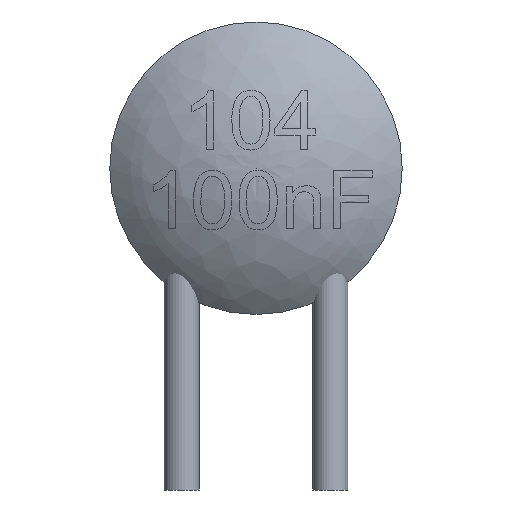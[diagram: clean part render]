
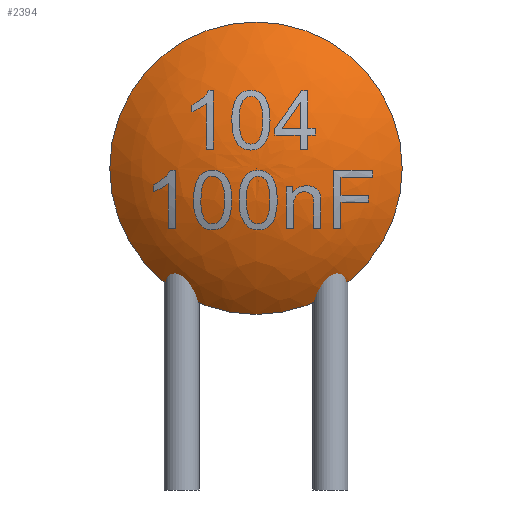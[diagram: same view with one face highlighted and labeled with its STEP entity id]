
A CAD part, front view. The second image highlights one B-rep face of the part: STEP entity #2394.
In plain terms, the highlighted free-form (B-spline) face has degree [2, 2] with [3, 9] control points.
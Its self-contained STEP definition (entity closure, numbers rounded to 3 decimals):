
#707=FACE_OUTER_BOUND('',#852,.T.);
#852=EDGE_LOOP('',(#1641,#1642,#1643,#1644));
#1007=CIRCLE('',#2565,2.5);
#1008=CIRCLE('',#2566,2.5);
#1009=CIRCLE('',#2567,3.572);
#1017=VERTEX_POINT('',#2991);
#1018=VERTEX_POINT('',#2992);
#1019=VERTEX_POINT('',#2995);
#1267=EDGE_CURVE('',#1017,#1018,#1007,.T.);
#1268=EDGE_CURVE('',#1018,#1017,#1008,.T.);
#1269=EDGE_CURVE('',#1018,#1019,#1009,.T.);
#1641=ORIENTED_EDGE('',*,*,#1267,.F.);
#1642=ORIENTED_EDGE('',*,*,#1268,.F.);
#1643=ORIENTED_EDGE('',*,*,#1269,.T.);
#1644=ORIENTED_EDGE('',*,*,#1269,.F.);
#2384=(
BOUNDED_SURFACE()
B_SPLINE_SURFACE(2,2,((#2964,#2965,#2966,#2967,#2968,#2969,#2970,#2971,
#2972),(#2973,#2974,#2975,#2976,#2977,#2978,#2979,#2980,#2981),(#2982,#2983,
#2984,#2985,#2986,#2987,#2988,#2989,#2990)),.UNSPECIFIED.,.F.,.T.,.F.)
B_SPLINE_SURFACE_WITH_KNOTS((3,3),(3,2,2,2,3),(-1.606,-0.844),
(-3.142,-1.571,0.,1.571,3.142),
 .UNSPECIFIED.)
GEOMETRIC_REPRESENTATION_ITEM()
RATIONAL_B_SPLINE_SURFACE(((1.,0.707,1.,0.707,1.,
0.707,1.,0.707,1.),(0.928,0.656,
0.928,0.656,0.928,0.656,
0.928,0.656,0.928),(1.,0.707,
1.,0.707,1.,0.707,1.,0.707,1.)))
REPRESENTATION_ITEM('')
SURFACE()
);
#2394=ADVANCED_FACE('',(#707),#2384,.F.);
#2565=AXIS2_PLACEMENT_3D('',#2993,#2637,#2638);
#2566=AXIS2_PLACEMENT_3D('',#2994,#2639,#2640);
#2567=AXIS2_PLACEMENT_3D('',#2996,#2641,#2642);
#2637=DIRECTION('center_axis',(0.,1.,0.));
#2638=DIRECTION('ref_axis',(1.,0.,0.));
#2639=DIRECTION('center_axis',(0.,1.,0.));
#2640=DIRECTION('ref_axis',(1.,0.,0.));
#2641=DIRECTION('center_axis',(-1.,0.,0.));
#2642=DIRECTION('ref_axis',(0.,0.,-1.));
#2964=CARTESIAN_POINT('Ctrl Pts',(0.,-0.9,2.5));
#2965=CARTESIAN_POINT('Ctrl Pts',(0.,-0.9,2.5));
#2966=CARTESIAN_POINT('Ctrl Pts',(0.,-0.9,2.5));
#2967=CARTESIAN_POINT('Ctrl Pts',(0.,-0.9,2.5));
#2968=CARTESIAN_POINT('Ctrl Pts',(0.,-0.9,2.5));
#2969=CARTESIAN_POINT('Ctrl Pts',(0.,-0.9,2.5));
#2970=CARTESIAN_POINT('Ctrl Pts',(0.,-0.9,2.5));
#2971=CARTESIAN_POINT('Ctrl Pts',(0.,-0.9,2.5));
#2972=CARTESIAN_POINT('Ctrl Pts',(0.,-0.9,2.5));
#2973=CARTESIAN_POINT('Ctrl Pts',(0.,-0.951,1.07));
#2974=CARTESIAN_POINT('Ctrl Pts',(-1.43,-0.951,
1.07));
#2975=CARTESIAN_POINT('Ctrl Pts',(-1.43,-0.951,
2.5));
#2976=CARTESIAN_POINT('Ctrl Pts',(-1.43,-0.951,
3.93));
#2977=CARTESIAN_POINT('Ctrl Pts',(0.,-0.951,3.93));
#2978=CARTESIAN_POINT('Ctrl Pts',(1.43,-0.951,3.93));
#2979=CARTESIAN_POINT('Ctrl Pts',(1.43,-0.951,2.5));
#2980=CARTESIAN_POINT('Ctrl Pts',(1.43,-0.951,1.07));
#2981=CARTESIAN_POINT('Ctrl Pts',(0.,-0.951,1.07));
#2982=CARTESIAN_POINT('Ctrl Pts',(0.,0.,0.));
#2983=CARTESIAN_POINT('Ctrl Pts',(-2.5,0.,
0.));
#2984=CARTESIAN_POINT('Ctrl Pts',(-2.5,0.,
2.5));
#2985=CARTESIAN_POINT('Ctrl Pts',(-2.5,0.,
5.));
#2986=CARTESIAN_POINT('Ctrl Pts',(0.,0.,5.));
#2987=CARTESIAN_POINT('Ctrl Pts',(2.5,0.,
5.));
#2988=CARTESIAN_POINT('Ctrl Pts',(2.5,0.,
2.5));
#2989=CARTESIAN_POINT('Ctrl Pts',(2.5,0.,
0.));
#2990=CARTESIAN_POINT('Ctrl Pts',(0.,0.,0.));
#2991=CARTESIAN_POINT('',(-2.5,0.,2.5));
#2992=CARTESIAN_POINT('',(0.,0.,0.));
#2993=CARTESIAN_POINT('Origin',(0.,0.,2.5));
#2994=CARTESIAN_POINT('Origin',(0.,0.,2.5));
#2995=CARTESIAN_POINT('',(0.,-0.9,2.5));
#2996=CARTESIAN_POINT('Origin',(0.,2.669,
2.373));
